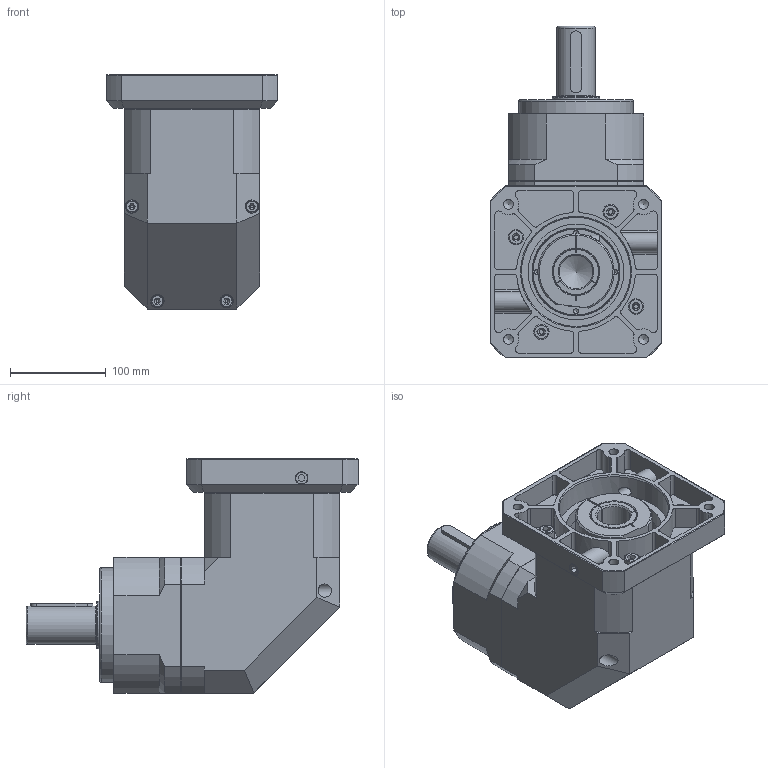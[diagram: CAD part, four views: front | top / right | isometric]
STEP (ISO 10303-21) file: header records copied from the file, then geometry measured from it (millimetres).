
FILE_DESCRIPTION((''),'2;1');
FILE_NAME('KSEL-142-1.stp','2014-04-10T14:25:29',('young'),(''),'Autodesk Inventor 2012','Autodesk Inventor 2012','');
FILE_SCHEMA(('AUTOMOTIVE_DESIGN { 1 0 10303 214 1 1 1 1 }'));
Length unit declared in the file: millimetre
Products named in the file (1): KSEL-142-1
Bounding box: 180 x 347.5 x 245 mm (x, y, z)
Volume: 4733978.8 mm3; surface area: 545799.2 mm2
Topology: 21 solids, 21 shells, 704 faces, 1781 edges, 1180 vertices
Faces by surface type: plane 373, cylinder 194, cone 100, torus 19, bspline 18
Full cylindrical faces by diameter (mm): 5 x4, 6.8 x4, 8 x4, 8.5 x12, 8.6 x1, 10 x9, 10.2 x5, 10.5 x4, 11 x1, 11.125 x2, 12 x1, 13 x6, 14 x4, 16 x5, 25 x1, 35 x1, 40 x1, 48.4 x1, 49.8 x2, 50 x2, 62 x1, 68 x1, 70 x1, 72 x5, 75 x1, 80 x1, 92 x2, 100 x1, 114.3 x1, 118 x1
Entity records: 27967 total; most frequent: CARTESIAN_POINT 12040, DIRECTION 3217, ORIENTED_EDGE 3124, EDGE_CURVE 1562, AXIS2_PLACEMENT_3D 1233, VERTEX_POINT 1132, EDGE_LOOP 970, VECTOR 751
